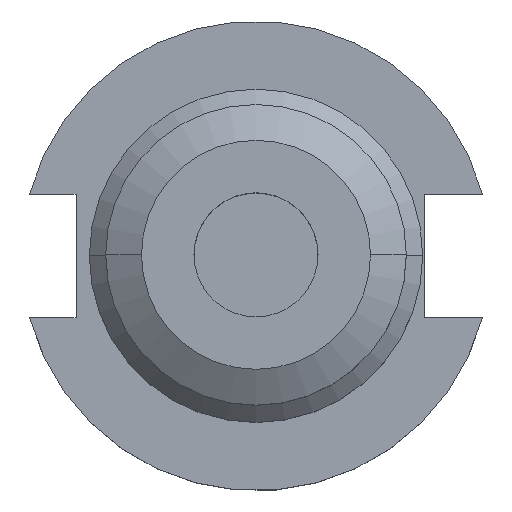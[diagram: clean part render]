
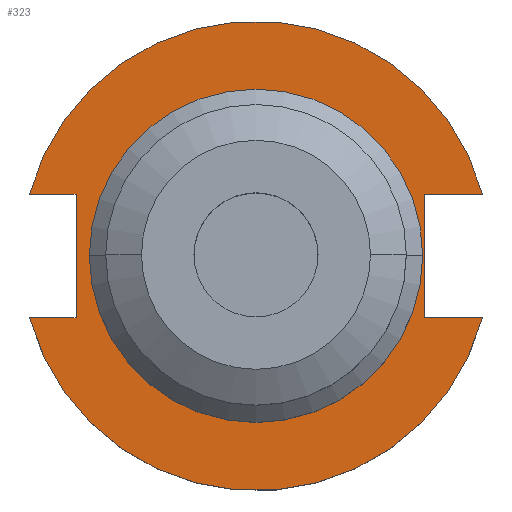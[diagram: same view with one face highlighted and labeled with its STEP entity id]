
A CAD part, top view. The second image highlights one B-rep face of the part: STEP entity #323.
In plain terms, the highlighted planar face has unit normal (0, 0, 1).
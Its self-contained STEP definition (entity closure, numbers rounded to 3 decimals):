
#20 = DIRECTION ( 'NONE',  ( 1., 0., 0. ) ) ;
#30 = CARTESIAN_POINT ( 'NONE',  ( 0., 0., 19.05 ) ) ;
#37 = DIRECTION ( 'NONE',  ( -1., 0., 0. ) ) ;
#69 = EDGE_CURVE ( 'NONE', #1567, #1265, #556, .T. ) ;
#71 = CARTESIAN_POINT ( 'NONE',  ( 47.477, 12.954, 19.05 ) ) ;
#111 = VERTEX_POINT ( 'NONE', #832 ) ;
#119 = VERTEX_POINT ( 'NONE', #1590 ) ;
#145 = CARTESIAN_POINT ( 'NONE',  ( 35.306, -12.954, 19.05 ) ) ;
#153 = VECTOR ( 'NONE', #1524, 1000. ) ;
#197 = CARTESIAN_POINT ( 'NONE',  ( 35.306, 12.954, 19.05 ) ) ;
#203 = ORIENTED_EDGE ( 'NONE', *, *, #576, .F. ) ;
#209 = DIRECTION ( 'NONE',  ( 0., 0., 1. ) ) ;
#251 = CARTESIAN_POINT ( 'NONE',  ( -37.719, 12.954, 19.05 ) ) ;
#259 = LINE ( 'NONE', #1488, #1732 ) ;
#263 = CARTESIAN_POINT ( 'NONE',  ( 47.477, -12.954, 19.05 ) ) ;
#282 = VERTEX_POINT ( 'NONE', #71 ) ;
#297 = EDGE_CURVE ( 'NONE', #282, #1109, #1709, .T. ) ;
#319 = CIRCLE ( 'NONE', #802, 49.212 ) ;
#323 = ADVANCED_FACE ( 'NONE', ( #491, #1279 ), #1196, .T. ) ;
#353 = DIRECTION ( 'NONE',  ( 1., 0., 0. ) ) ;
#398 = LINE ( 'NONE', #145, #735 ) ;
#442 = VECTOR ( 'NONE', #20, 1000. ) ;
#491 = FACE_BOUND ( 'NONE', #700, .T. ) ;
#499 = ORIENTED_EDGE ( 'NONE', *, *, #500, .F. ) ;
#500 = EDGE_CURVE ( 'NONE', #1673, #119, #1574, .T. ) ;
#507 = DIRECTION ( 'NONE',  ( -1., 0., 0. ) ) ;
#513 = DIRECTION ( 'NONE',  ( 0., 0., 1. ) ) ;
#551 = CARTESIAN_POINT ( 'NONE',  ( 35.306, -12.954, 19.05 ) ) ;
#556 = LINE ( 'NONE', #1491, #1257 ) ;
#561 = EDGE_CURVE ( 'NONE', #1109, #1504, #259, .T. ) ;
#576 = EDGE_CURVE ( 'NONE', #119, #1673, #1386, .T. ) ;
#584 = ORIENTED_EDGE ( 'NONE', *, *, #1821, .F. ) ;
#606 = AXIS2_PLACEMENT_3D ( 'NONE', #1238, #1531, #933 ) ;
#638 = ORIENTED_EDGE ( 'NONE', *, *, #69, .F. ) ;
#671 = ORIENTED_EDGE ( 'NONE', *, *, #1200, .T. ) ;
#687 = ORIENTED_EDGE ( 'NONE', *, *, #1882, .F. ) ;
#696 = ORIENTED_EDGE ( 'NONE', *, *, #1191, .T. ) ;
#700 = EDGE_LOOP ( 'NONE', ( #203, #499 ) ) ;
#729 = CARTESIAN_POINT ( 'NONE',  ( 0., 49.212, 19.05 ) ) ;
#735 = VECTOR ( 'NONE', #1141, 1000. ) ;
#762 = DIRECTION ( 'NONE',  ( 1., 0., 0. ) ) ;
#774 = CARTESIAN_POINT ( 'NONE',  ( -37.719, 12.954, 19.05 ) ) ;
#791 = ORIENTED_EDGE ( 'NONE', *, *, #561, .F. ) ;
#802 = AXIS2_PLACEMENT_3D ( 'NONE', #1538, #1072, #1377 ) ;
#814 = AXIS2_PLACEMENT_3D ( 'NONE', #1534, #209, #1239 ) ;
#815 = AXIS2_PLACEMENT_3D ( 'NONE', #729, #513, #353 ) ;
#832 = CARTESIAN_POINT ( 'NONE',  ( -47.477, -12.954, 19.05 ) ) ;
#933 = DIRECTION ( 'NONE',  ( 1., 0., 0. ) ) ;
#976 = VERTEX_POINT ( 'NONE', #263 ) ;
#1005 = ORIENTED_EDGE ( 'NONE', *, *, #1124, .F. ) ;
#1007 = AXIS2_PLACEMENT_3D ( 'NONE', #30, #1805, #762 ) ;
#1072 = DIRECTION ( 'NONE',  ( 0., 0., 1. ) ) ;
#1109 = VERTEX_POINT ( 'NONE', #197 ) ;
#1124 = EDGE_CURVE ( 'NONE', #1575, #1567, #1286, .T. ) ;
#1141 = DIRECTION ( 'NONE',  ( 1., 0., 0. ) ) ;
#1191 = EDGE_CURVE ( 'NONE', #282, #1265, #1540, .T. ) ;
#1196 = PLANE ( 'NONE',  #815 ) ;
#1200 = EDGE_CURVE ( 'NONE', #111, #976, #319, .T. ) ;
#1223 = CARTESIAN_POINT ( 'NONE',  ( -47.477, 12.954, 19.05 ) ) ;
#1231 = LINE ( 'NONE', #1313, #442 ) ;
#1238 = CARTESIAN_POINT ( 'NONE',  ( 0., 0., 19.05 ) ) ;
#1239 = DIRECTION ( 'NONE',  ( 1., 0., 0. ) ) ;
#1251 = CARTESIAN_POINT ( 'NONE',  ( 35.306, 12.954, 19.05 ) ) ;
#1257 = VECTOR ( 'NONE', #37, 1000. ) ;
#1265 = VERTEX_POINT ( 'NONE', #1223 ) ;
#1279 = FACE_OUTER_BOUND ( 'NONE', #1315, .T. ) ;
#1286 = LINE ( 'NONE', #774, #153 ) ;
#1313 = CARTESIAN_POINT ( 'NONE',  ( -63.719, -12.954, 19.05 ) ) ;
#1315 = EDGE_LOOP ( 'NONE', ( #671, #687, #791, #1546, #696, #638, #1005, #584 ) ) ;
#1319 = VECTOR ( 'NONE', #507, 1000. ) ;
#1377 = DIRECTION ( 'NONE',  ( 1., 0., 0. ) ) ;
#1386 = CIRCLE ( 'NONE', #1007, 34.925 ) ;
#1442 = CARTESIAN_POINT ( 'NONE',  ( -34.925, 0., 19.05 ) ) ;
#1488 = CARTESIAN_POINT ( 'NONE',  ( 35.306, 12.954, 19.05 ) ) ;
#1491 = CARTESIAN_POINT ( 'NONE',  ( -63.719, 12.954, 19.05 ) ) ;
#1504 = VERTEX_POINT ( 'NONE', #551 ) ;
#1524 = DIRECTION ( 'NONE',  ( 0., 1., 0. ) ) ;
#1531 = DIRECTION ( 'NONE',  ( 0., 0., 1. ) ) ;
#1534 = CARTESIAN_POINT ( 'NONE',  ( 0., 0., 19.05 ) ) ;
#1538 = CARTESIAN_POINT ( 'NONE',  ( 0., 0., 19.05 ) ) ;
#1540 = CIRCLE ( 'NONE', #606, 49.212 ) ;
#1546 = ORIENTED_EDGE ( 'NONE', *, *, #297, .F. ) ;
#1567 = VERTEX_POINT ( 'NONE', #251 ) ;
#1574 = CIRCLE ( 'NONE', #814, 34.925 ) ;
#1575 = VERTEX_POINT ( 'NONE', #1748 ) ;
#1590 = CARTESIAN_POINT ( 'NONE',  ( 34.925, 0., 19.05 ) ) ;
#1673 = VERTEX_POINT ( 'NONE', #1442 ) ;
#1678 = DIRECTION ( 'NONE',  ( 0., -1., 0. ) ) ;
#1709 = LINE ( 'NONE', #1251, #1319 ) ;
#1732 = VECTOR ( 'NONE', #1678, 1000. ) ;
#1748 = CARTESIAN_POINT ( 'NONE',  ( -37.719, -12.954, 19.05 ) ) ;
#1805 = DIRECTION ( 'NONE',  ( 0., 0., 1. ) ) ;
#1821 = EDGE_CURVE ( 'NONE', #111, #1575, #1231, .T. ) ;
#1882 = EDGE_CURVE ( 'NONE', #1504, #976, #398, .T. ) ;
